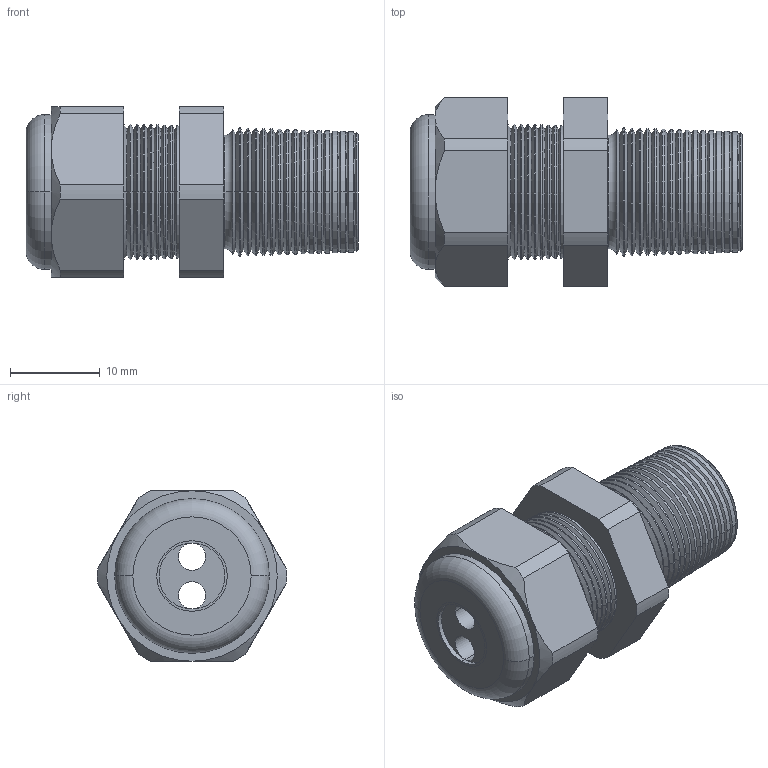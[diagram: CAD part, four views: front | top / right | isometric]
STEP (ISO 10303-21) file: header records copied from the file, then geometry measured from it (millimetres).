
FILE_DESCRIPTION (( 'STEP AP203' ), '1' );
FILE_NAME ('CD09N2-BK.STEP', '2011-02-01T09:41:51', ( 'baystate-praba' ), ( '' ), 'SwSTEP 2.0', 'SolidWorks 2009', '' );
FILE_SCHEMA (( 'CONFIG_CONTROL_DESIGN' ));
Length unit declared in the file: inch
Products named in the file (1): CD09N2-BK
Bounding box: 37.08 x 21.14 x 19.05 mm (x, y, z)
Volume: 5885.1 mm3; surface area: 4511.8 mm2
Topology: 2 solids, 2 shells, 203 faces, 428 edges, 234 vertices
Faces by surface type: cone 152, cylinder 24, plane 21, torus 6
Entity records: 5463 total; most frequent: DIRECTION 1040, CARTESIAN_POINT 938, ORIENTED_EDGE 856, EDGE_CURVE 428, AXIS2_PLACEMENT_3D 420, VERTEX_POINT 234, CIRCLE 216, EDGE_LOOP 214
